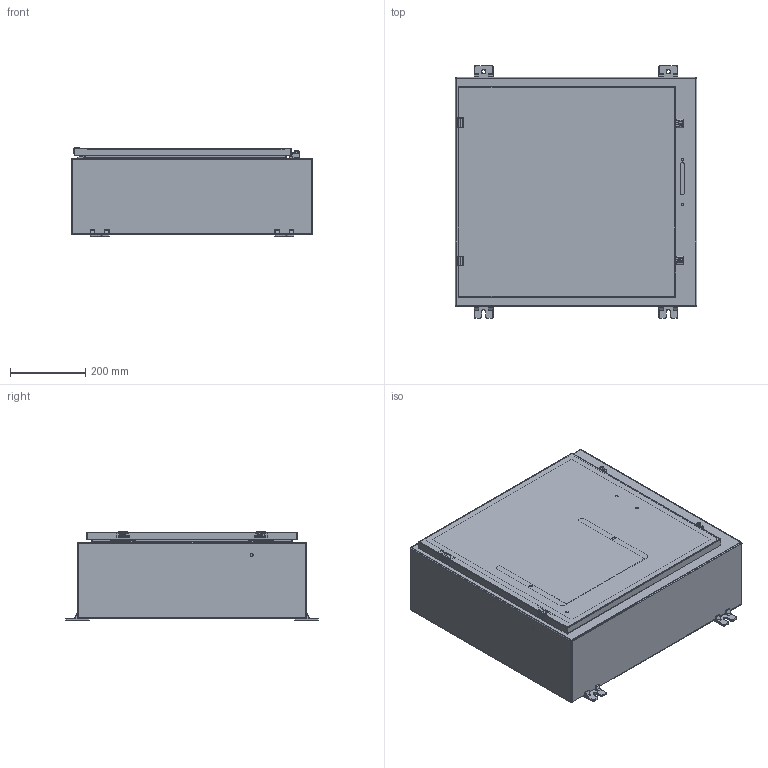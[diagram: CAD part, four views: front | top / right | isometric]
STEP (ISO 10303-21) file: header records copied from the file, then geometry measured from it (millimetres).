
FILE_DESCRIPTION (( 'STEP AP214' ), '1' );
FILE_NAME ('SCE-24HS2508LP.STEP', '2023-03-30T18:00:18', ( '' ), ( '' ), 'SwSTEP 2.0', 'SolidWorks 2021', '' );
FILE_SCHEMA (( 'AUTOMOTIVE_DESIGN' ));
Length unit declared in the file: inch
Products named in the file (1): SCE-24HS2508LP
Bounding box: 644.53 x 673.1 x 237.31 mm (x, y, z)
Volume: 4222478.9 mm3; surface area: 3820868.9 mm2
Topology: 58 solids, 61 shells, 3386 faces, 8637 edges, 5385 vertices
Faces by surface type: plane 1201, bspline 931, cylinder 863, torus 210, sphere 111, cone 70
Full cylindrical faces by diameter (mm): 1.016 x2, 3.454 x2, 3.962 x2, 3.978 x2, 4.318 x6, 4.369 x4, 4.978 x8, 5.182 x4, 5.207 x4, 5.232 x4, 5.537 x2, 6.096 x4, 6.198 x4, 6.299 x6, 6.35 x6, 6.363 x4, 7.137 x6, 7.874 x8, 7.925 x8, 8.433 x4, 9.296 x4, 9.322 x4, 9.525 x4, 9.55 x4, 11.125 x2, 12.7 x4, 12.878 x2, 14.288 x4, 14.986 x4
Entity records: 167035 total; most frequent: CARTESIAN_POINT 95986, ORIENTED_EDGE 16314, DIRECTION 11584, EDGE_CURVE 8157, VERTEX_POINT 5253, AXIS2_PLACEMENT_3D 4381, EDGE_LOOP 3854, FACE_OUTER_BOUND 3594
